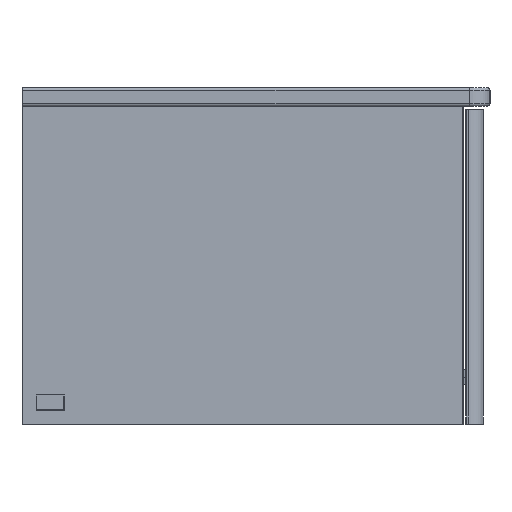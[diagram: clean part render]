
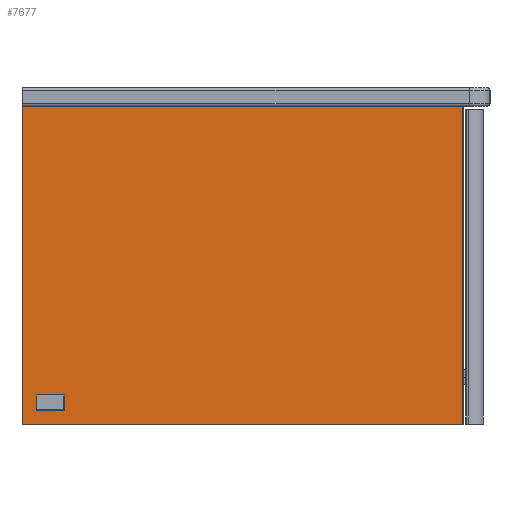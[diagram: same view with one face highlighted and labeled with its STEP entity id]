
A CAD part, left-side view. The second image highlights one B-rep face of the part: STEP entity #7677.
In plain terms, the highlighted planar face has unit normal (-1, 0, 0).
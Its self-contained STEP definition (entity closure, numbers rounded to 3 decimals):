
#7526=CARTESIAN_POINT('',(105681.301,-16689.991,170.0));
#7527=VERTEX_POINT('',#7526);
#7534=CARTESIAN_POINT('',(105681.301,-16689.991,-170.0));
#7535=VERTEX_POINT('',#7534);
#7536=CARTESIAN_POINT('',(105681.301,-16689.991,170.0));
#7537=DIRECTION('',(0.0,0.0,-1.0));
#7538=VECTOR('',#7537,340.0);
#7539=LINE('',#7536,#7538);
#7540=EDGE_CURVE('',#7527,#7535,#7539,.T.);
#7596=CARTESIAN_POINT('',(105681.301,-16218.991,-170.0));
#7597=VERTEX_POINT('',#7596);
#7598=CARTESIAN_POINT('',(105681.301,-16218.991,-170.0));
#7599=DIRECTION('',(0.0,-1.0,0.0));
#7600=VECTOR('',#7599,471.);
#7601=LINE('',#7598,#7600);
#7602=EDGE_CURVE('',#7597,#7535,#7601,.T.);
#7654=CARTESIAN_POINT('',(105681.301,-16454.491,-170.001));
#7655=DIRECTION('',(-1.0,0.0,0.0));
#7656=DIRECTION('',(0.0,0.0,1.0));
#7657=AXIS2_PLACEMENT_3D('',#7654,#7655,#7656);
#7658=PLANE('',#7657);
#7659=ORIENTED_EDGE('',*,*,#7540,.F.);
#7660=CARTESIAN_POINT('',(105681.301,-16218.991,170.0));
#7661=VERTEX_POINT('',#7660);
#7662=CARTESIAN_POINT('',(105681.301,-16218.991,170.0));
#7663=DIRECTION('',(0.0,-1.0,0.0));
#7664=VECTOR('',#7663,471.);
#7665=LINE('',#7662,#7664);
#7666=EDGE_CURVE('',#7661,#7527,#7665,.T.);
#7667=ORIENTED_EDGE('',*,*,#7666,.F.);
#7668=CARTESIAN_POINT('',(105681.301,-16218.991,-170.0));
#7669=DIRECTION('',(0.0,0.0,1.0));
#7670=VECTOR('',#7669,340.0);
#7671=LINE('',#7668,#7670);
#7672=EDGE_CURVE('',#7597,#7661,#7671,.T.);
#7673=ORIENTED_EDGE('',*,*,#7672,.F.);
#7674=ORIENTED_EDGE('',*,*,#7602,.T.);
#7675=EDGE_LOOP('',(#7659,#7667,#7673,#7674));
#7676=FACE_OUTER_BOUND('',#7675,.T.);
#7677=ADVANCED_FACE('',(#7676),#7658,.T.);
